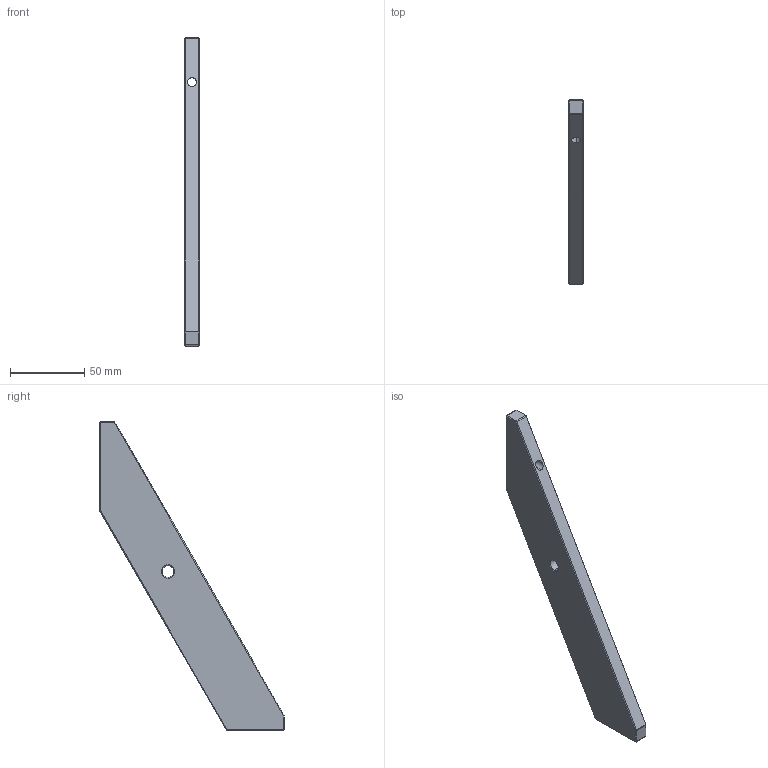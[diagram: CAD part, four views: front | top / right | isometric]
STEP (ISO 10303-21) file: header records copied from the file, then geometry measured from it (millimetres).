
FILE_DESCRIPTION (( 'STEP AP214' ), '1' );
FILE_NAME ('renfort.STEP', '2017-07-12T14:56:37', ( '' ), ( '' ), 'SwSTEP 2.0', 'SolidWorks 2016', '' );
FILE_SCHEMA (( 'AUTOMOTIVE_DESIGN' ));
Length unit declared in the file: millimetre
Products named in the file (1): renfort
Bounding box: 10 x 124.32 x 208 mm (x, y, z)
Volume: 80392.2 mm3; surface area: 22304.1 mm2
Topology: 1 solids, 1 shells, 64 faces, 148 edges, 82 vertices
Faces by surface type: cone 26, plane 20, cylinder 18
Entity records: 1854 total; most frequent: DIRECTION 320, CARTESIAN_POINT 293, ORIENTED_EDGE 280, EDGE_CURVE 140, AXIS2_PLACEMENT_3D 117, VECTOR 86, LINE 86, VERTEX_POINT 82
